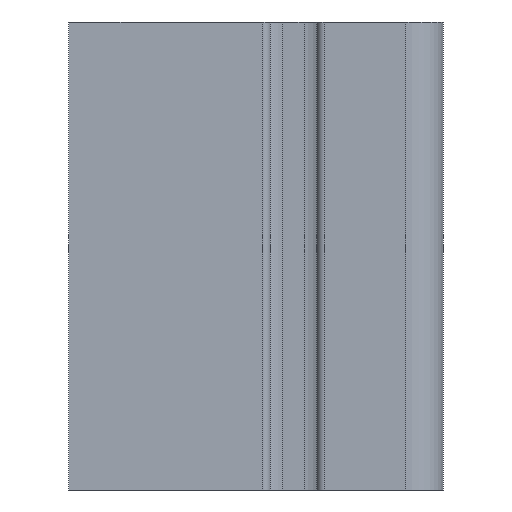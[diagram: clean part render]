
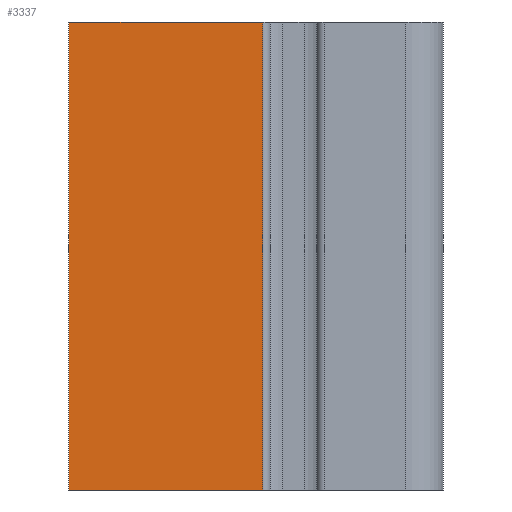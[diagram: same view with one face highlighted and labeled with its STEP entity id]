
A CAD part, left-side view. The second image highlights one B-rep face of the part: STEP entity #3337.
In plain terms, the highlighted planar face has unit normal (-1, 0, 0).
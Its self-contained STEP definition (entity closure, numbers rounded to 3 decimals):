
#80=PLANE('',#3662);
#348=LINE('',#5573,#664);
#349=LINE('',#5575,#665);
#350=LINE('',#5577,#666);
#351=LINE('',#5579,#667);
#664=VECTOR('',#4547,1000.);
#665=VECTOR('',#4550,1000.);
#666=VECTOR('',#4551,1000.);
#667=VECTOR('',#4552,1000.);
#1252=ORIENTED_EDGE('',*,*,#2131,.F.);
#1253=ORIENTED_EDGE('',*,*,#2130,.F.);
#1254=ORIENTED_EDGE('',*,*,#2132,.T.);
#1255=ORIENTED_EDGE('',*,*,#2133,.T.);
#2130=EDGE_CURVE('',#2505,#2504,#348,.T.);
#2131=EDGE_CURVE('',#2504,#2506,#349,.T.);
#2132=EDGE_CURVE('',#2505,#2507,#350,.T.);
#2133=EDGE_CURVE('',#2507,#2506,#351,.T.);
#2504=VERTEX_POINT('',#5570);
#2505=VERTEX_POINT('',#5572);
#2506=VERTEX_POINT('',#5576);
#2507=VERTEX_POINT('',#5578);
#2895=EDGE_LOOP('',(#1252,#1253,#1254,#1255));
#3069=FACE_BOUND('',#2895,.T.);
#3337=ADVANCED_FACE('',(#3069),#80,.T.);
#3662=AXIS2_PLACEMENT_3D('',#5574,#4548,#4549);
#4547=DIRECTION('',(0.,0.,1.));
#4548=DIRECTION('',(-1.,0.,0.));
#4549=DIRECTION('',(0.,0.,1.));
#4550=DIRECTION('',(0.,-1.,0.));
#4551=DIRECTION('',(0.,-1.,0.));
#4552=DIRECTION('',(0.,0.,1.));
#5570=CARTESIAN_POINT('',(-20.,40.,0.));
#5572=CARTESIAN_POINT('',(-20.,40.,-50.));
#5573=CARTESIAN_POINT('',(-20.,40.,-50.));
#5574=CARTESIAN_POINT('',(-20.,40.,-50.));
#5575=CARTESIAN_POINT('',(-20.,40.,0.));
#5576=CARTESIAN_POINT('',(-20.,19.3,0.));
#5577=CARTESIAN_POINT('',(-20.,40.,-50.));
#5578=CARTESIAN_POINT('',(-20.,19.3,-50.));
#5579=CARTESIAN_POINT('',(-20.,19.3,-50.));
